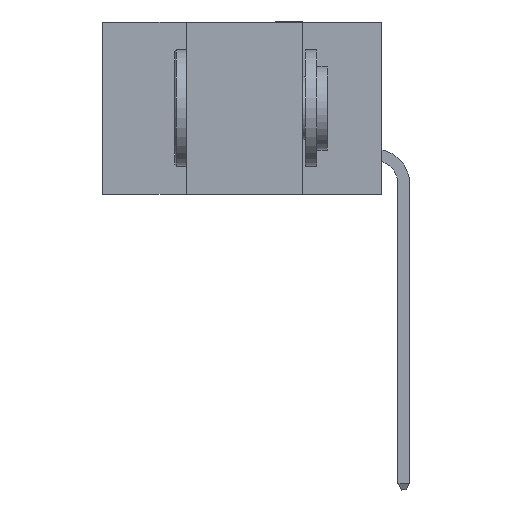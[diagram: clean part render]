
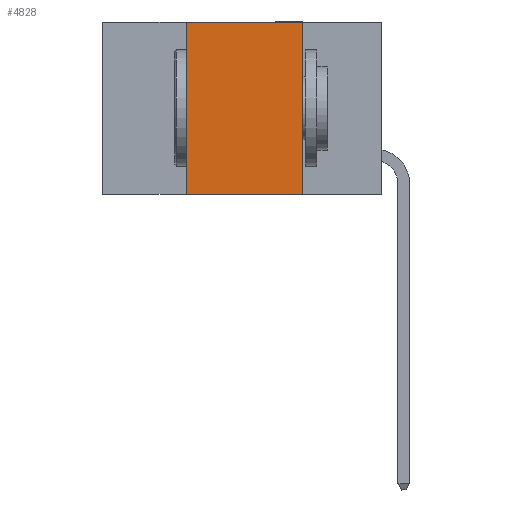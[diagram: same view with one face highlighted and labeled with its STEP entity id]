
A CAD part, left-side view. The second image highlights one B-rep face of the part: STEP entity #4828.
In plain terms, the highlighted planar face has unit normal (-1, 0, 0).
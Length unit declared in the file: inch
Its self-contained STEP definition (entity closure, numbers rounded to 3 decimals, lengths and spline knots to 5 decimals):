
#402 = ORIENTED_EDGE ( 'NONE', *, *, #12098, .F. ) ;
#442 = LINE ( 'NONE', #9402, #2273 ) ;
#1598 = CARTESIAN_POINT ( 'NONE',  ( 0., 0.42, 0. ) ) ;
#2273 = VECTOR ( 'NONE', #11697, 39.37008 ) ;
#2511 = DIRECTION ( 'NONE',  ( 0., -1., 0. ) ) ;
#2661 = ORIENTED_EDGE ( 'NONE', *, *, #14890, .F. ) ;
#2667 = CARTESIAN_POINT ( 'NONE',  ( 0., 0.17, -0.37 ) ) ;
#2744 = DIRECTION ( 'NONE',  ( 0., 0., 1. ) ) ;
#3990 = CARTESIAN_POINT ( 'NONE',  ( 0., 0.42, -0.37 ) ) ;
#4439 = VECTOR ( 'NONE', #2511, 39.37008 ) ;
#4828 = ADVANCED_FACE ( 'NONE', ( #13967 ), #11569, .F. ) ;
#5628 = AXIS2_PLACEMENT_3D ( 'NONE', #6915, #8107, #10478 ) ;
#5791 = CARTESIAN_POINT ( 'NONE',  ( 0., 0.42, 0. ) ) ;
#6444 = VECTOR ( 'NONE', #2744, 39.37008 ) ;
#6877 = EDGE_LOOP ( 'NONE', ( #14883, #2661, #402, #7399 ) ) ;
#6915 = CARTESIAN_POINT ( 'NONE',  ( 0., 0.6, 0. ) ) ;
#7299 = CARTESIAN_POINT ( 'NONE',  ( 0., 0.17, 0. ) ) ;
#7399 = ORIENTED_EDGE ( 'NONE', *, *, #14852, .T. ) ;
#8107 = DIRECTION ( 'NONE',  ( 1., 0., 0. ) ) ;
#8218 = VERTEX_POINT ( 'NONE', #5791 ) ;
#9402 = CARTESIAN_POINT ( 'NONE',  ( 0., 0.6, 0. ) ) ;
#9617 = VERTEX_POINT ( 'NONE', #7299 ) ;
#10478 = DIRECTION ( 'NONE',  ( 0., 0., -1. ) ) ;
#10501 = CARTESIAN_POINT ( 'NONE',  ( 0., 0.6, -0.37 ) ) ;
#10654 = VERTEX_POINT ( 'NONE', #2667 ) ;
#10739 = DIRECTION ( 'NONE',  ( 0., 0., -1. ) ) ;
#11569 = PLANE ( 'NONE',  #5628 ) ;
#11669 = LINE ( 'NONE', #14164, #12027 ) ;
#11697 = DIRECTION ( 'NONE',  ( 0., -1., 0. ) ) ;
#11968 = LINE ( 'NONE', #10501, #4439 ) ;
#12027 = VECTOR ( 'NONE', #10739, 39.37008 ) ;
#12098 = EDGE_CURVE ( 'NONE', #14388, #8218, #13790, .T. ) ;
#12943 = EDGE_CURVE ( 'NONE', #9617, #10654, #11669, .T. ) ;
#13790 = LINE ( 'NONE', #1598, #6444 ) ;
#13967 = FACE_OUTER_BOUND ( 'NONE', #6877, .T. ) ;
#14164 = CARTESIAN_POINT ( 'NONE',  ( 0., 0.17, 0. ) ) ;
#14388 = VERTEX_POINT ( 'NONE', #3990 ) ;
#14852 = EDGE_CURVE ( 'NONE', #14388, #10654, #11968, .T. ) ;
#14883 = ORIENTED_EDGE ( 'NONE', *, *, #12943, .F. ) ;
#14890 = EDGE_CURVE ( 'NONE', #8218, #9617, #442, .T. ) ;
